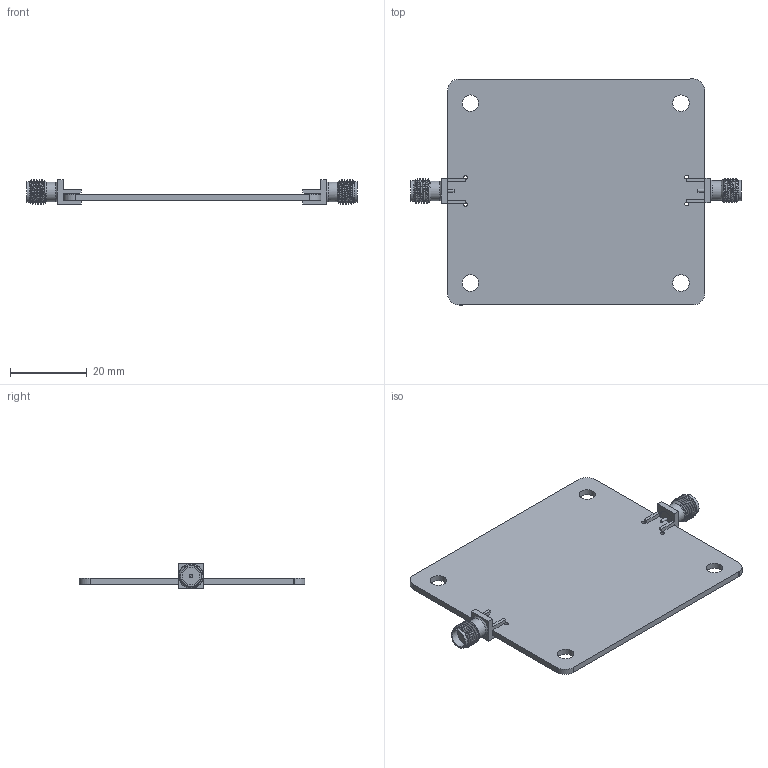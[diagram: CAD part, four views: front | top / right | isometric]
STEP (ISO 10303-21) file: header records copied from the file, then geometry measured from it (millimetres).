
FILE_DESCRIPTION(('KiCad electronic assembly'),'2;1');
FILE_NAME('SF_PCB_Rev1-4.step','2025-05-05T19:33:43',('Pcbnew'),('Kicad' ),'Open CASCADE STEP processor 7.8','KiCad to STEP converter', 'Unknown');
FILE_SCHEMA(('AUTOMOTIVE_DESIGN { 1 0 10303 214 1 1 1 1 }'));
Length unit declared in the file: millimetre
Products named in the file (4): SF_PCB_Rev1-4 1; 142-0711-821; 1; SF_PCB_Rev1-4_PCB
Assembly tree (4 placements, depth 3):
  SF_PCB_Rev1-4 1
    142-0711-821  x2
      1
    SF_PCB_Rev1-4_PCB
Bounding box: 86.31 x 59.02 x 6.35 mm (x, y, z)
Volume: 6701.7 mm3; surface area: 9131.6 mm2
Topology: 3 solids, 3 shells, 110 faces, 284 edges, 188 vertices
Faces by surface type: plane 66, cylinder 24, cone 14, bspline 6
Full cylindrical faces by diameter (mm): 0.762 x2, 0.991 x2, 1 x4, 4.3 x4, 4.674 x2, 5.08 x2, 5.385 x2
Entity records: 3558 total; most frequent: CARTESIAN_POINT 1536, ORIENTED_EDGE 342, DIRECTION 328, EDGE_CURVE 171, VERTEX_POINT 114, AXIS2_PLACEMENT_3D 113, LINE 102, VECTOR 102
